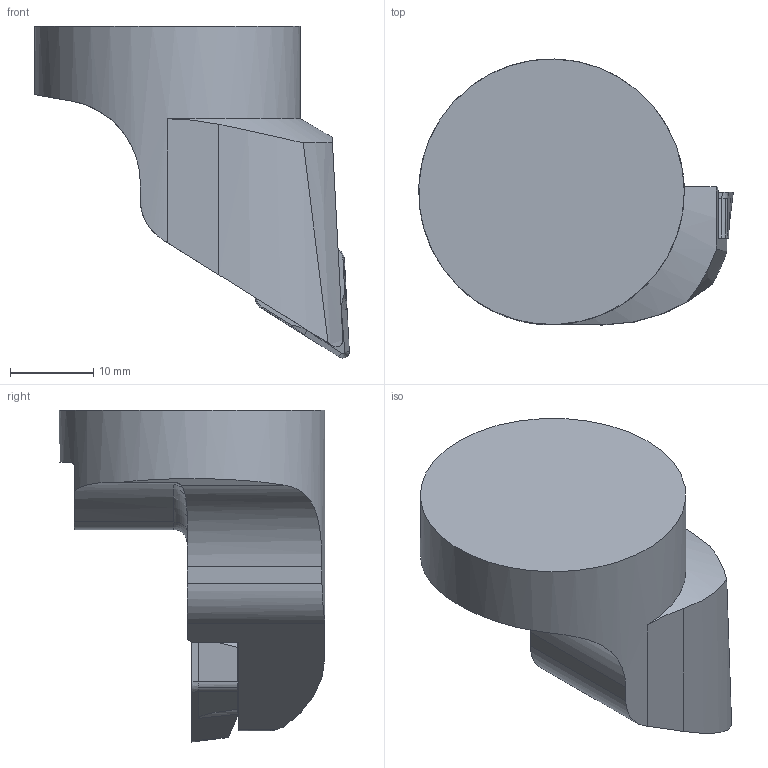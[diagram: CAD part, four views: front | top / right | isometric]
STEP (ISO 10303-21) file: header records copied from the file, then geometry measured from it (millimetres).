
FILE_DESCRIPTION(/* description */ (''),/* implementation_level */ '2;1');
FILE_NAME(/* name */ '1642426678946.stp',/* time_stamp */ '2022-01-17T19:08:26+06:00',/* author */ (''),/* organization */ ('SMS'),/* preprocessor_version */ 'ST-DEVELOPER v16.7',/* originating_system */ 'SIEMENS PLM Software NX 12.0',/* authorisation */ '');
FILE_SCHEMA (('AUTOMOTIVE_DESIGN { 1 0 10303 214 3 1 1 1 }'));
Length unit declared in the file: millimetre
Products named in the file (4): ASSEMBLY_CONSTRUCTION; 202599669mod000_00; 202023594mod000_01; 201570258mod000_02
Assembly tree (3 placements, depth 2):
  201570258mod000_02
    202023594mod000_01
    202599669mod000_00
    ASSEMBLY_CONSTRUCTION
Bounding box: 37.89 x 32 x 40 mm (x, y, z)
Volume: 15322 mm3; surface area: 4871.8 mm2
Topology: 2 solids, 2 shells, 83 faces, 221 edges, 149 vertices
Faces by surface type: plane 43, cylinder 16, cone 10, extrusion 8, torus 5, sphere 1
Full cylindrical faces by diameter (mm): 3.5 x1, 3.7 x1, 5.25 x1, 32 x1
Entity records: 2828 total; most frequent: CARTESIAN_POINT 638, DIRECTION 435, ORIENTED_EDGE 412, EDGE_CURVE 206, AXIS2_PLACEMENT_3D 155, VERTEX_POINT 137, VECTOR 125, LINE 117
